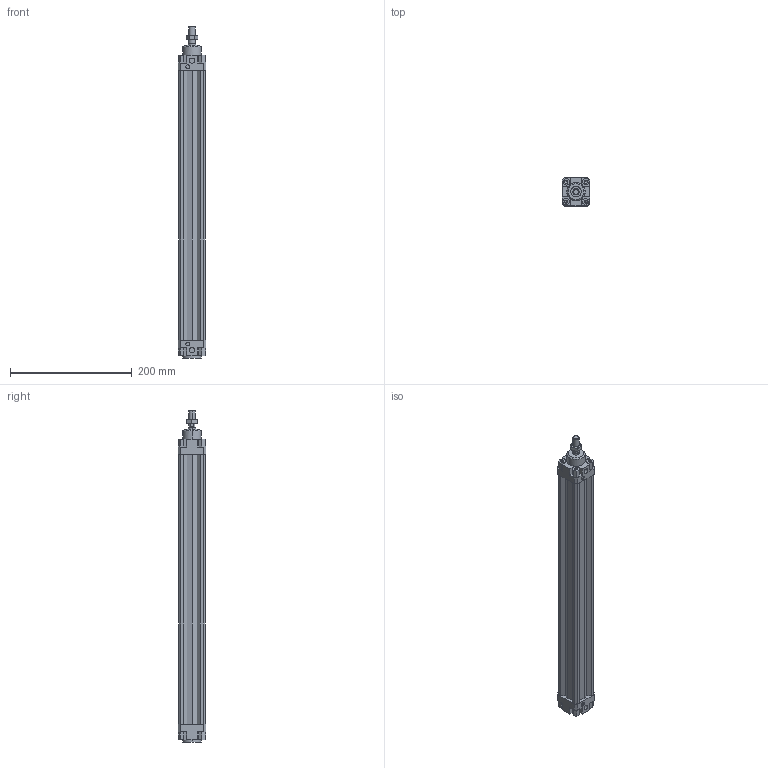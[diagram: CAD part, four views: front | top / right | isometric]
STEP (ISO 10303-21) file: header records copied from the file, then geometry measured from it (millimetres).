
FILE_DESCRIPTION((''),'2;1');
FILE_NAME('1319_32_0400_01.stp','2003-04-08T12:48:57',('maffial1'),(''),'Autodesk Inventor (R) 6.0','Autodesk Inventor (R) 6.0','');
FILE_SCHEMA(('AUTOMOTIVE_DESIGN { 1 0 10303 214 1 1 1 1 }'));
Length unit declared in the file: millimetre
Products named in the file (4): 1319_32_0400_01; CIM02_32_400; CIM01_32_400; 1320_32_18F
Assembly tree (3 placements, depth 2):
  1319_32_0400_01
    CIM02_32_400
    CIM01_32_400
    1320_32_18F
Bounding box: 46 x 46 x 546 mm (x, y, z)
Volume: 755913.9 mm3; surface area: 138847.8 mm2
Topology: 3 solids, 3 shells, 256 faces, 642 edges, 400 vertices
Faces by surface type: plane 128, bspline 72, cone 34, cylinder 22
Entity records: 7876 total; most frequent: CARTESIAN_POINT 1945, ORIENTED_EDGE 1252, DIRECTION 1112, EDGE_CURVE 626, VECTOR 474, LINE 474, VERTEX_POINT 400, AXIS2_PLACEMENT_3D 319
